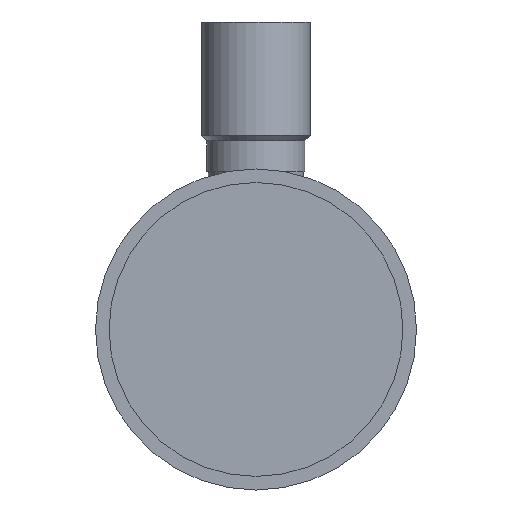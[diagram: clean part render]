
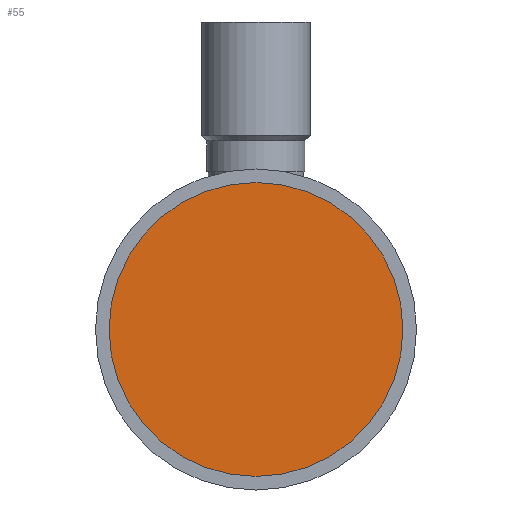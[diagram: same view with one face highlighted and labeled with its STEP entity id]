
A CAD part, front view. The second image highlights one B-rep face of the part: STEP entity #55.
In plain terms, the highlighted planar face has unit normal (0, -1, 0).
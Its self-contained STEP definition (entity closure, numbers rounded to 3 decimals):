
#55 = ADVANCED_FACE( '', ( #121 ), #122, .F. );
#121 = FACE_OUTER_BOUND( '', #202, .T. );
#122 = PLANE( '', #203 );
#202 = EDGE_LOOP( '', ( #289 ) );
#203 = AXIS2_PLACEMENT_3D( '', #290, #291, #292 );
#289 = ORIENTED_EDGE( '', *, *, #381, .F. );
#290 = CARTESIAN_POINT( '', ( 0., 33.7, 0. ) );
#291 = DIRECTION( '', ( 0., 1., 0. ) );
#292 = DIRECTION( '', ( 0., 0., 1. ) );
#381 = EDGE_CURVE( '', #427, #427, #428, .T. );
#427 = VERTEX_POINT( '', #482 );
#428 = CIRCLE( '', #483, 27. );
#482 = CARTESIAN_POINT( '', ( 27., 33.7, 0. ) );
#483 = AXIS2_PLACEMENT_3D( '', #630, #631, #632 );
#630 = CARTESIAN_POINT( '', ( 0., 33.7, 0. ) );
#631 = DIRECTION( '', ( 0., 1., 0. ) );
#632 = DIRECTION( '', ( 1., 0., 0. ) );
